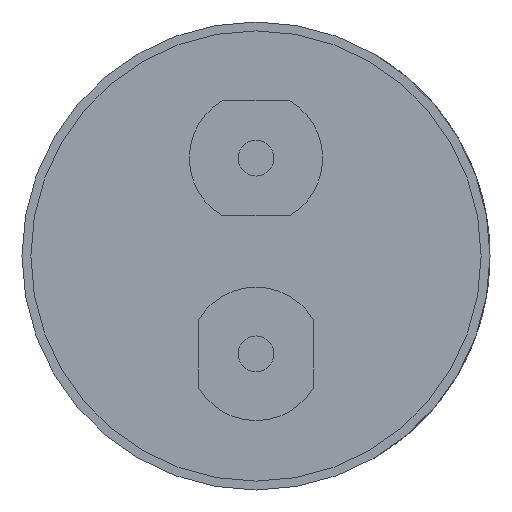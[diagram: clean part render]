
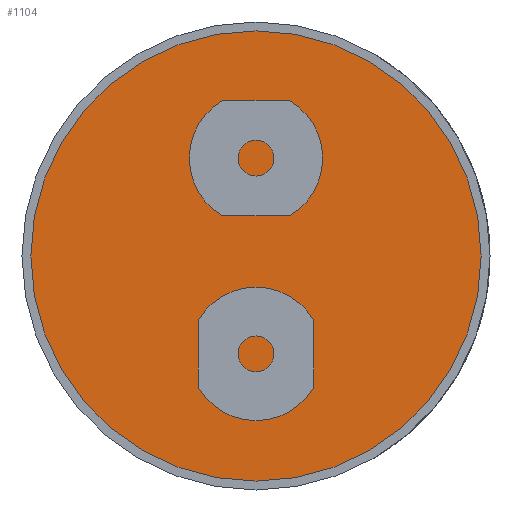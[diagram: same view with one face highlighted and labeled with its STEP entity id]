
A CAD part, front view. The second image highlights one B-rep face of the part: STEP entity #1104.
In plain terms, the highlighted planar face has unit normal (0, -1, 0).
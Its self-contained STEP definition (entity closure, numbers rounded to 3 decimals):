
#55 = AXIS2_PLACEMENT_3D ( 'NONE', #2684, #3144, #207 ) ;
#207 = DIRECTION ( 'NONE',  ( 0., 0., -1. ) ) ;
#557 = DIRECTION ( 'NONE',  ( 0., -1., 0. ) ) ;
#695 = CARTESIAN_POINT ( 'NONE',  ( 0., 3., 25.3 ) ) ;
#742 = CIRCLE ( 'NONE', #55, 25.3 ) ;
#911 = VERTEX_POINT ( 'NONE', #2585 ) ;
#1104 = ADVANCED_FACE ( 'NONE', ( #3894 ), #4797, .T. ) ;
#1336 = AXIS2_PLACEMENT_3D ( 'NONE', #3225, #2838, #4871 ) ;
#2070 = ORIENTED_EDGE ( 'NONE', *, *, #3248, .T. ) ;
#2175 = CARTESIAN_POINT ( 'NONE',  ( 0., 3., 0. ) ) ;
#2585 = CARTESIAN_POINT ( 'NONE',  ( 0., 3., -25.3 ) ) ;
#2639 = CIRCLE ( 'NONE', #5308, 25.3 ) ;
#2684 = CARTESIAN_POINT ( 'NONE',  ( 0., 3., 0. ) ) ;
#2810 = ORIENTED_EDGE ( 'NONE', *, *, #3405, .T. ) ;
#2838 = DIRECTION ( 'NONE',  ( 0., -1., 0. ) ) ;
#3144 = DIRECTION ( 'NONE',  ( 0., -1., 0. ) ) ;
#3225 = CARTESIAN_POINT ( 'NONE',  ( 0., 3., 0. ) ) ;
#3248 = EDGE_CURVE ( 'NONE', #4641, #911, #2639, .T. ) ;
#3405 = EDGE_CURVE ( 'NONE', #911, #4641, #742, .T. ) ;
#3451 = EDGE_LOOP ( 'NONE', ( #2810, #2070 ) ) ;
#3894 = FACE_OUTER_BOUND ( 'NONE', #3451, .T. ) ;
#4641 = VERTEX_POINT ( 'NONE', #695 ) ;
#4797 = PLANE ( 'NONE',  #1336 ) ;
#4871 = DIRECTION ( 'NONE',  ( 0., 0., -1. ) ) ;
#5016 = DIRECTION ( 'NONE',  ( 0., 0., -1. ) ) ;
#5308 = AXIS2_PLACEMENT_3D ( 'NONE', #2175, #557, #5016 ) ;
